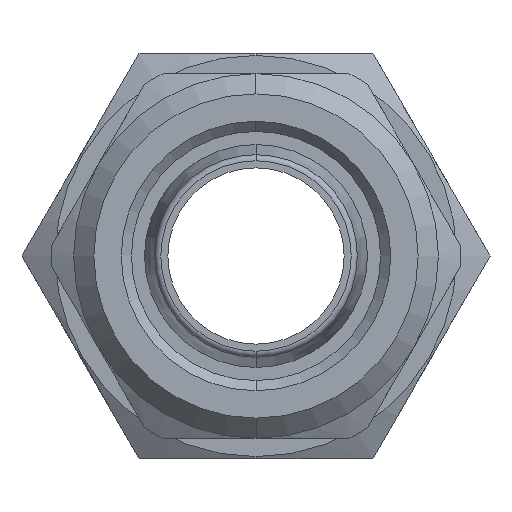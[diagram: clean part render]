
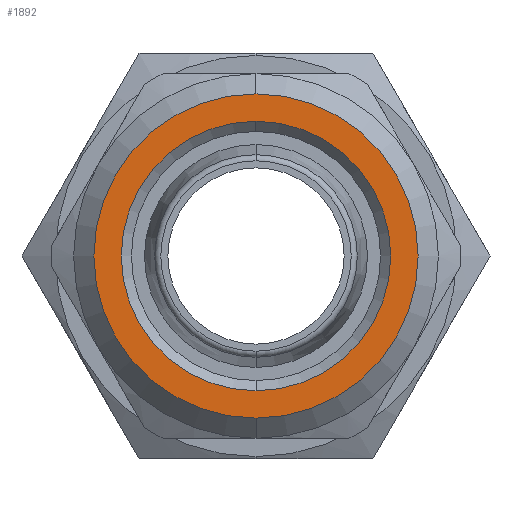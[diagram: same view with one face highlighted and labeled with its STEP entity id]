
A CAD part, front view. The second image highlights one B-rep face of the part: STEP entity #1892.
In plain terms, the highlighted planar face has unit normal (0, -1, 0).
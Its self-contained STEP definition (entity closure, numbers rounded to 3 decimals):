
#159 = EDGE_LOOP ( 'NONE', ( #1112, #3256 ) ) ;
#160 = EDGE_LOOP ( 'NONE', ( #963, #962 ) ) ;
#436 = CARTESIAN_POINT ( 'NONE',  ( 0., 3.648, 0. ) ) ;
#437 = DIRECTION ( 'NONE',  ( 0., 1., 0. ) ) ;
#438 = DIRECTION ( 'NONE',  ( 0., 0., 1. ) ) ;
#498 = CARTESIAN_POINT ( 'NONE',  ( 0., 3.648, -8. ) ) ;
#499 = CARTESIAN_POINT ( 'NONE',  ( 0., 3.648, 8. ) ) ;
#500 = CARTESIAN_POINT ( 'NONE',  ( 0., 3.648, -6.65 ) ) ;
#501 = CARTESIAN_POINT ( 'NONE',  ( 0., 3.648, 6.65 ) ) ;
#761 = CARTESIAN_POINT ( 'NONE',  ( 0., 3.648, 0. ) ) ;
#762 = DIRECTION ( 'NONE',  ( 0., 1., 0. ) ) ;
#763 = DIRECTION ( 'NONE',  ( 0., 0., 1. ) ) ;
#962 = ORIENTED_EDGE ( 'NONE', *, *, #2760, .F. ) ;
#963 = ORIENTED_EDGE ( 'NONE', *, *, #1758, .F. ) ;
#1112 = ORIENTED_EDGE ( 'NONE', *, *, #1755, .T. ) ;
#1239 = PLANE ( 'NONE',  #1944 ) ;
#1240 = CARTESIAN_POINT ( 'NONE',  ( 8., 3.648, 0. ) ) ;
#1241 = DIRECTION ( 'NONE',  ( 0., -1., 0. ) ) ;
#1242 = DIRECTION ( 'NONE',  ( 0., 0., -1. ) ) ;
#1755 = EDGE_CURVE ( 'NONE', #3383, #3384, #3154, .T. ) ;
#1758 = EDGE_CURVE ( 'NONE', #3382, #3381, #3147, .T. ) ;
#1892 = ADVANCED_FACE ( 'NONE', ( #2290, #2291 ), #1239, .T. ) ;
#1944 = AXIS2_PLACEMENT_3D ( 'NONE', #1240, #1241, #1242 ) ;
#2290 = FACE_BOUND ( 'NONE', #159, .T. ) ;
#2291 = FACE_OUTER_BOUND ( 'NONE', #160, .T. ) ;
#2550 = CIRCLE ( 'NONE', #2571, 8. ) ;
#2571 = AXIS2_PLACEMENT_3D ( 'NONE', #761, #762, #763 ) ;
#2591 = CIRCLE ( 'NONE', #2620, 6.65 ) ;
#2620 = AXIS2_PLACEMENT_3D ( 'NONE', #436, #437, #438 ) ;
#2760 = EDGE_CURVE ( 'NONE', #3381, #3382, #2550, .T. ) ;
#2811 = EDGE_CURVE ( 'NONE', #3384, #3383, #2591, .T. ) ;
#2918 = CARTESIAN_POINT ( 'NONE',  ( 0., 3.648, 0. ) ) ;
#2919 = DIRECTION ( 'NONE',  ( 0., 1., 0. ) ) ;
#2920 = DIRECTION ( 'NONE',  ( 0., 0., 1. ) ) ;
#2925 = CARTESIAN_POINT ( 'NONE',  ( 0., 3.648, 0. ) ) ;
#2926 = DIRECTION ( 'NONE',  ( 0., 1., 0. ) ) ;
#2927 = DIRECTION ( 'NONE',  ( 0., 0., 1. ) ) ;
#3145 = AXIS2_PLACEMENT_3D ( 'NONE', #2925, #2926, #2927 ) ;
#3147 = CIRCLE ( 'NONE', #3145, 8. ) ;
#3150 = AXIS2_PLACEMENT_3D ( 'NONE', #2918, #2919, #2920 ) ;
#3154 = CIRCLE ( 'NONE', #3150, 6.65 ) ;
#3256 = ORIENTED_EDGE ( 'NONE', *, *, #2811, .T. ) ;
#3381 = VERTEX_POINT ( 'NONE', #498 ) ;
#3382 = VERTEX_POINT ( 'NONE', #499 ) ;
#3383 = VERTEX_POINT ( 'NONE', #500 ) ;
#3384 = VERTEX_POINT ( 'NONE', #501 ) ;
